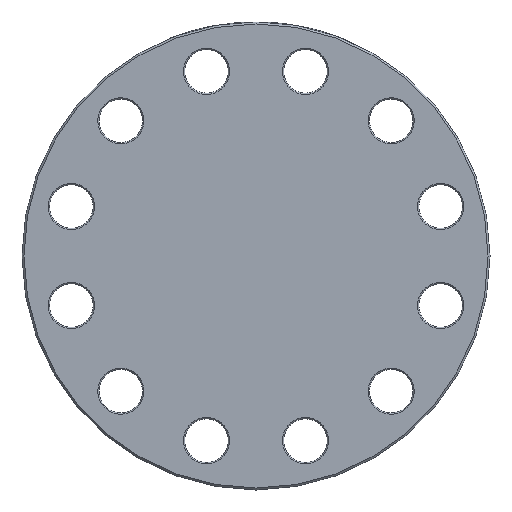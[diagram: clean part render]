
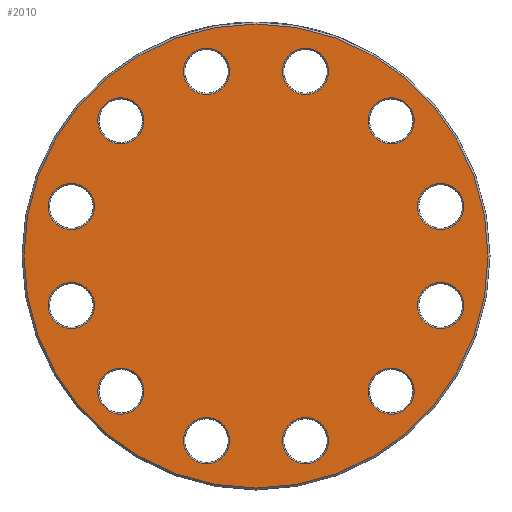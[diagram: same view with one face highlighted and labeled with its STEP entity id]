
A CAD part, left-side view. The second image highlights one B-rep face of the part: STEP entity #2010.
In plain terms, the highlighted planar face has unit normal (-1, 0, 0).
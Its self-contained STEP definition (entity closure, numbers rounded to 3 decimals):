
#23 = EDGE_CURVE ( 'NONE', #4784, #4784, #2554, .T. ) ;
#57 = AXIS2_PLACEMENT_3D ( 'NONE', #1263, #6512, #4391 ) ;
#166 = CIRCLE ( 'NONE', #57, 176. ) ;
#189 = CARTESIAN_POINT ( 'NONE',  ( 0., 102.53, 85.03 ) ) ;
#212 = EDGE_LOOP ( 'NONE', ( #4732 ) ) ;
#223 = CARTESIAN_POINT ( 'NONE',  ( 0., -37.529, -157.559 ) ) ;
#298 = VERTEX_POINT ( 'NONE', #4547 ) ;
#324 = CARTESIAN_POINT ( 'NONE',  ( 0., 140.059, 37.529 ) ) ;
#461 = DIRECTION ( 'NONE',  ( 0., 0., -1. ) ) ;
#472 = VERTEX_POINT ( 'NONE', #2593 ) ;
#527 = DIRECTION ( 'NONE',  ( 1., 0., 0. ) ) ;
#528 = EDGE_CURVE ( 'NONE', #1479, #1479, #3145, .T. ) ;
#673 = EDGE_CURVE ( 'NONE', #5718, #5718, #6800, .T. ) ;
#674 = EDGE_LOOP ( 'NONE', ( #1282 ) ) ;
#777 = DIRECTION ( 'NONE',  ( 0., 0., -1. ) ) ;
#817 = CARTESIAN_POINT ( 'NONE',  ( 0., 0., 0. ) ) ;
#931 = ORIENTED_EDGE ( 'NONE', *, *, #5679, .T. ) ;
#984 = DIRECTION ( 'NONE',  ( 1., 0., 0. ) ) ;
#1055 = DIRECTION ( 'NONE',  ( 1., 0., 0. ) ) ;
#1119 = DIRECTION ( 'NONE',  ( 0., 0., -1. ) ) ;
#1263 = CARTESIAN_POINT ( 'NONE',  ( 0., 0., 0. ) ) ;
#1282 = ORIENTED_EDGE ( 'NONE', *, *, #6392, .T. ) ;
#1292 = AXIS2_PLACEMENT_3D ( 'NONE', #2340, #6540, #4461 ) ;
#1332 = EDGE_CURVE ( 'NONE', #472, #472, #5657, .T. ) ;
#1335 = VERTEX_POINT ( 'NONE', #2451 ) ;
#1375 = FACE_BOUND ( 'NONE', #2235, .T. ) ;
#1409 = FACE_BOUND ( 'NONE', #212, .T. ) ;
#1418 = CARTESIAN_POINT ( 'NONE',  ( 0., -140.059, 37.529 ) ) ;
#1443 = FACE_BOUND ( 'NONE', #4129, .T. ) ;
#1472 = FACE_BOUND ( 'NONE', #674, .T. ) ;
#1479 = VERTEX_POINT ( 'NONE', #3607 ) ;
#1558 = EDGE_CURVE ( 'NONE', #2693, #2693, #6502, .T. ) ;
#1662 = DIRECTION ( 'NONE',  ( 0., 0., -1. ) ) ;
#1680 = CARTESIAN_POINT ( 'NONE',  ( 0., -140.059, 20.029 ) ) ;
#1920 = FACE_OUTER_BOUND ( 'NONE', #6029, .T. ) ;
#1951 = FACE_BOUND ( 'NONE', #4302, .T. ) ;
#2010 = ADVANCED_FACE ( 'NONE', ( #1920, #4053, #1409, #1375, #6233, #1472, #6169, #4086, #3600, #1443, #1951, #2420, #6691 ), #6724, .F. ) ;
#2038 = EDGE_LOOP ( 'NONE', ( #2924 ) ) ;
#2067 = CIRCLE ( 'NONE', #5400, 17.5 ) ;
#2101 = CARTESIAN_POINT ( 'NONE',  ( 0., -37.529, 140.059 ) ) ;
#2141 = ORIENTED_EDGE ( 'NONE', *, *, #5276, .T. ) ;
#2165 = ORIENTED_EDGE ( 'NONE', *, *, #23, .T. ) ;
#2205 = AXIS2_PLACEMENT_3D ( 'NONE', #1418, #3956, #6629 ) ;
#2235 = EDGE_LOOP ( 'NONE', ( #2165 ) ) ;
#2276 = ORIENTED_EDGE ( 'NONE', *, *, #1332, .T. ) ;
#2306 = CARTESIAN_POINT ( 'NONE',  ( 0., 37.529, -140.059 ) ) ;
#2340 = CARTESIAN_POINT ( 'NONE',  ( 0., -102.53, -102.53 ) ) ;
#2420 = FACE_BOUND ( 'NONE', #4716, .T. ) ;
#2443 = DIRECTION ( 'NONE',  ( 0., 0., -1. ) ) ;
#2451 = CARTESIAN_POINT ( 'NONE',  ( 0., 102.53, -120.03 ) ) ;
#2480 = VERTEX_POINT ( 'NONE', #6135 ) ;
#2506 = AXIS2_PLACEMENT_3D ( 'NONE', #4143, #5215, #461 ) ;
#2554 = CIRCLE ( 'NONE', #6218, 17.5 ) ;
#2579 = CARTESIAN_POINT ( 'NONE',  ( 0., 102.53, -102.53 ) ) ;
#2589 = AXIS2_PLACEMENT_3D ( 'NONE', #2306, #3837, #777 ) ;
#2593 = CARTESIAN_POINT ( 'NONE',  ( 0., -37.529, 122.559 ) ) ;
#2607 = ORIENTED_EDGE ( 'NONE', *, *, #6866, .T. ) ;
#2647 = DIRECTION ( 'NONE',  ( 0., 0., -1. ) ) ;
#2693 = VERTEX_POINT ( 'NONE', #5396 ) ;
#2726 = VERTEX_POINT ( 'NONE', #189 ) ;
#2755 = DIRECTION ( 'NONE',  ( 1., 0., 0. ) ) ;
#2793 = DIRECTION ( 'NONE',  ( 0., 0., -1. ) ) ;
#2924 = ORIENTED_EDGE ( 'NONE', *, *, #3048, .T. ) ;
#3002 = AXIS2_PLACEMENT_3D ( 'NONE', #817, #3540, #5651 ) ;
#3048 = EDGE_CURVE ( 'NONE', #5364, #5364, #6429, .T. ) ;
#3145 = CIRCLE ( 'NONE', #2589, 17.5 ) ;
#3249 = EDGE_CURVE ( 'NONE', #2726, #2726, #4877, .T. ) ;
#3444 = AXIS2_PLACEMENT_3D ( 'NONE', #5944, #2755, #2793 ) ;
#3467 = CARTESIAN_POINT ( 'NONE',  ( 0., -102.53, 85.03 ) ) ;
#3493 = DIRECTION ( 'NONE',  ( 1., 0., 0. ) ) ;
#3519 = EDGE_LOOP ( 'NONE', ( #5549 ) ) ;
#3531 = DIRECTION ( 'NONE',  ( 0., 0., -1. ) ) ;
#3537 = ORIENTED_EDGE ( 'NONE', *, *, #5454, .T. ) ;
#3540 = DIRECTION ( 'NONE',  ( 1., 0., 0. ) ) ;
#3600 = FACE_BOUND ( 'NONE', #6314, .T. ) ;
#3607 = CARTESIAN_POINT ( 'NONE',  ( 0., 37.529, -157.559 ) ) ;
#3745 = CIRCLE ( 'NONE', #1292, 17.5 ) ;
#3837 = DIRECTION ( 'NONE',  ( 1., 0., 0. ) ) ;
#3956 = DIRECTION ( 'NONE',  ( 1., 0., 0. ) ) ;
#4053 = FACE_BOUND ( 'NONE', #6084, .T. ) ;
#4086 = FACE_BOUND ( 'NONE', #3519, .T. ) ;
#4129 = EDGE_LOOP ( 'NONE', ( #2141 ) ) ;
#4143 = CARTESIAN_POINT ( 'NONE',  ( 0., -37.529, -140.059 ) ) ;
#4175 = AXIS2_PLACEMENT_3D ( 'NONE', #324, #3493, #2443 ) ;
#4256 = CARTESIAN_POINT ( 'NONE',  ( 0., 37.529, 122.559 ) ) ;
#4269 = EDGE_LOOP ( 'NONE', ( #2607 ) ) ;
#4302 = EDGE_LOOP ( 'NONE', ( #5252 ) ) ;
#4391 = DIRECTION ( 'NONE',  ( 0., 0., -1. ) ) ;
#4461 = DIRECTION ( 'NONE',  ( 0., 0., -1. ) ) ;
#4536 = CARTESIAN_POINT ( 'NONE',  ( 0., -140.059, -37.529 ) ) ;
#4547 = CARTESIAN_POINT ( 'NONE',  ( 0., -102.53, -120.03 ) ) ;
#4619 = CIRCLE ( 'NONE', #5168, 17.5 ) ;
#4697 = DIRECTION ( 'NONE',  ( 1., 0., 0. ) ) ;
#4716 = EDGE_LOOP ( 'NONE', ( #6628 ) ) ;
#4732 = ORIENTED_EDGE ( 'NONE', *, *, #3249, .T. ) ;
#4784 = VERTEX_POINT ( 'NONE', #4256 ) ;
#4854 = AXIS2_PLACEMENT_3D ( 'NONE', #6864, #984, #6344 ) ;
#4877 = CIRCLE ( 'NONE', #3444, 17.5 ) ;
#4982 = VERTEX_POINT ( 'NONE', #3467 ) ;
#5168 = AXIS2_PLACEMENT_3D ( 'NONE', #2579, #4697, #6260 ) ;
#5214 = CARTESIAN_POINT ( 'NONE',  ( 0., 37.529, 140.059 ) ) ;
#5215 = DIRECTION ( 'NONE',  ( 1., 0., 0. ) ) ;
#5250 = EDGE_CURVE ( 'NONE', #1335, #1335, #4619, .T. ) ;
#5252 = ORIENTED_EDGE ( 'NONE', *, *, #528, .T. ) ;
#5276 = EDGE_CURVE ( 'NONE', #6621, #6621, #6721, .T. ) ;
#5278 = ORIENTED_EDGE ( 'NONE', *, *, #1558, .T. ) ;
#5364 = VERTEX_POINT ( 'NONE', #1680 ) ;
#5396 = CARTESIAN_POINT ( 'NONE',  ( 0., 140.059, 20.029 ) ) ;
#5400 = AXIS2_PLACEMENT_3D ( 'NONE', #5837, #6358, #1662 ) ;
#5454 = EDGE_CURVE ( 'NONE', #2480, #2480, #166, .T. ) ;
#5549 = ORIENTED_EDGE ( 'NONE', *, *, #673, .T. ) ;
#5590 = AXIS2_PLACEMENT_3D ( 'NONE', #4536, #6648, #3531 ) ;
#5651 = DIRECTION ( 'NONE',  ( 0., 0., -1. ) ) ;
#5657 = CIRCLE ( 'NONE', #6532, 17.5 ) ;
#5679 = EDGE_CURVE ( 'NONE', #298, #298, #3745, .T. ) ;
#5703 = EDGE_LOOP ( 'NONE', ( #2276 ) ) ;
#5718 = VERTEX_POINT ( 'NONE', #6795 ) ;
#5837 = CARTESIAN_POINT ( 'NONE',  ( 0., -102.53, 102.53 ) ) ;
#5944 = CARTESIAN_POINT ( 'NONE',  ( 0., 102.53, 102.53 ) ) ;
#6029 = EDGE_LOOP ( 'NONE', ( #3537 ) ) ;
#6059 = VERTEX_POINT ( 'NONE', #6656 ) ;
#6084 = EDGE_LOOP ( 'NONE', ( #5278 ) ) ;
#6135 = CARTESIAN_POINT ( 'NONE',  ( 0., 0., -176. ) ) ;
#6169 = FACE_BOUND ( 'NONE', #2038, .T. ) ;
#6189 = CIRCLE ( 'NONE', #4854, 17.5 ) ;
#6218 = AXIS2_PLACEMENT_3D ( 'NONE', #5214, #527, #2647 ) ;
#6233 = FACE_BOUND ( 'NONE', #5703, .T. ) ;
#6260 = DIRECTION ( 'NONE',  ( 0., 0., -1. ) ) ;
#6314 = EDGE_LOOP ( 'NONE', ( #931 ) ) ;
#6344 = DIRECTION ( 'NONE',  ( 0., 0., -1. ) ) ;
#6358 = DIRECTION ( 'NONE',  ( 1., 0., 0. ) ) ;
#6392 = EDGE_CURVE ( 'NONE', #4982, #4982, #2067, .T. ) ;
#6429 = CIRCLE ( 'NONE', #2205, 17.5 ) ;
#6502 = CIRCLE ( 'NONE', #4175, 17.5 ) ;
#6512 = DIRECTION ( 'NONE',  ( -1., 0., 0. ) ) ;
#6532 = AXIS2_PLACEMENT_3D ( 'NONE', #2101, #1055, #1119 ) ;
#6540 = DIRECTION ( 'NONE',  ( 1., 0., 0. ) ) ;
#6621 = VERTEX_POINT ( 'NONE', #223 ) ;
#6628 = ORIENTED_EDGE ( 'NONE', *, *, #5250, .T. ) ;
#6629 = DIRECTION ( 'NONE',  ( 0., 0., -1. ) ) ;
#6648 = DIRECTION ( 'NONE',  ( 1., 0., 0. ) ) ;
#6656 = CARTESIAN_POINT ( 'NONE',  ( 0., 140.059, -55.029 ) ) ;
#6691 = FACE_BOUND ( 'NONE', #4269, .T. ) ;
#6721 = CIRCLE ( 'NONE', #2506, 17.5 ) ;
#6724 = PLANE ( 'NONE',  #3002 ) ;
#6795 = CARTESIAN_POINT ( 'NONE',  ( 0., -140.059, -55.029 ) ) ;
#6800 = CIRCLE ( 'NONE', #5590, 17.5 ) ;
#6864 = CARTESIAN_POINT ( 'NONE',  ( 0., 140.059, -37.529 ) ) ;
#6866 = EDGE_CURVE ( 'NONE', #6059, #6059, #6189, .T. ) ;
